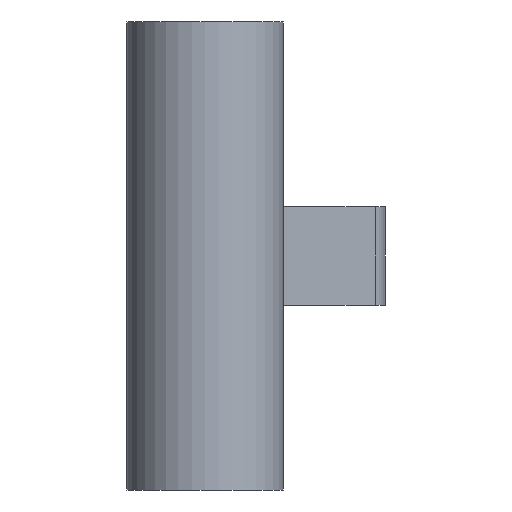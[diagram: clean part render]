
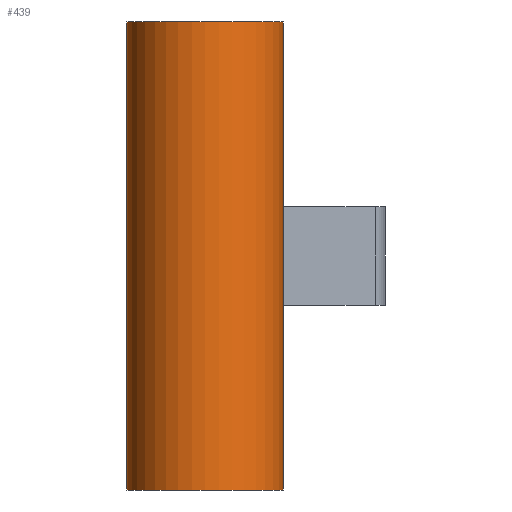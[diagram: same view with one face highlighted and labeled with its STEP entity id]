
A CAD part, left-side view. The second image highlights one B-rep face of the part: STEP entity #439.
In plain terms, the highlighted cylindrical face has radius 2.5 mm (diameter 5 mm), a full revolution.
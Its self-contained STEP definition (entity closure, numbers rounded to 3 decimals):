
#20=FACE_BOUND('',#89,.T.);
#59=FACE_OUTER_BOUND('',#88,.T.);
#88=EDGE_LOOP('',(#400,#401,#402,#403));
#89=EDGE_LOOP('',(#404,#405,#406,#407));
#112=LINE('',#752,#150);
#127=LINE('',#797,#165);
#128=LINE('',#801,#166);
#150=VECTOR('',#613,1.);
#165=VECTOR('',#662,1.);
#166=VECTOR('',#667,2.5);
#183=CIRCLE('',#512,2.5);
#184=CIRCLE('',#514,2.5);
#187=CIRCLE('',#523,2.5);
#188=CIRCLE('',#526,2.5);
#213=VERTEX_POINT('',#749);
#214=VERTEX_POINT('',#751);
#221=VERTEX_POINT('',#769);
#222=VERTEX_POINT('',#773);
#227=VERTEX_POINT('',#793);
#228=VERTEX_POINT('',#799);
#264=EDGE_CURVE('',#213,#214,#112,.T.);
#274=EDGE_CURVE('',#221,#213,#183,.T.);
#275=EDGE_CURVE('',#222,#222,#184,.T.);
#284=EDGE_CURVE('',#227,#214,#187,.T.);
#286=EDGE_CURVE('',#221,#227,#127,.T.);
#287=EDGE_CURVE('',#228,#228,#188,.T.);
#288=EDGE_CURVE('',#228,#222,#128,.T.);
#400=ORIENTED_EDGE('',*,*,#287,.F.);
#401=ORIENTED_EDGE('',*,*,#288,.T.);
#402=ORIENTED_EDGE('',*,*,#275,.F.);
#403=ORIENTED_EDGE('',*,*,#288,.F.);
#404=ORIENTED_EDGE('',*,*,#284,.T.);
#405=ORIENTED_EDGE('',*,*,#264,.F.);
#406=ORIENTED_EDGE('',*,*,#274,.F.);
#407=ORIENTED_EDGE('',*,*,#286,.T.);
#416=CYLINDRICAL_SURFACE('',#525,2.5);
#439=ADVANCED_FACE('',(#59,#20),#416,.T.);
#512=AXIS2_PLACEMENT_3D('',#771,#629,#630);
#514=AXIS2_PLACEMENT_3D('',#774,#633,#634);
#523=AXIS2_PLACEMENT_3D('',#794,#657,#658);
#525=AXIS2_PLACEMENT_3D('',#798,#663,#664);
#526=AXIS2_PLACEMENT_3D('',#800,#665,#666);
#613=DIRECTION('',(0.,0.,-1.));
#629=DIRECTION('center_axis',(0.,0.,-1.));
#630=DIRECTION('ref_axis',(0.,1.,0.));
#633=DIRECTION('center_axis',(0.,0.,1.));
#634=DIRECTION('ref_axis',(0.,-1.,0.));
#657=DIRECTION('center_axis',(0.,0.,-1.));
#658=DIRECTION('ref_axis',(1.,0.,0.));
#662=DIRECTION('',(0.,0.,-1.));
#663=DIRECTION('center_axis',(0.,0.,-1.));
#664=DIRECTION('ref_axis',(1.,0.,0.));
#665=DIRECTION('center_axis',(0.,0.,-1.));
#666=DIRECTION('ref_axis',(1.,0.,0.));
#667=DIRECTION('',(0.,0.,1.));
#749=CARTESIAN_POINT('',(101.415,100.906,0.));
#751=CARTESIAN_POINT('',(101.415,100.906,-8.95));
#752=CARTESIAN_POINT('',(101.415,100.906,0.));
#769=CARTESIAN_POINT('',(101.415,105.906,0.));
#771=CARTESIAN_POINT('Origin',(101.415,103.406,0.));
#773=CARTESIAN_POINT('',(98.915,103.406,3.));
#774=CARTESIAN_POINT('Origin',(101.415,103.406,3.));
#793=CARTESIAN_POINT('',(101.415,105.906,-8.95));
#794=CARTESIAN_POINT('Origin',(101.415,103.406,-8.95));
#797=CARTESIAN_POINT('',(101.415,105.906,0.));
#798=CARTESIAN_POINT('Origin',(101.415,103.406,-8.95));
#799=CARTESIAN_POINT('',(98.915,103.406,-11.95));
#800=CARTESIAN_POINT('Origin',(101.415,103.406,-11.95));
#801=CARTESIAN_POINT('',(98.915,103.406,-8.95));
